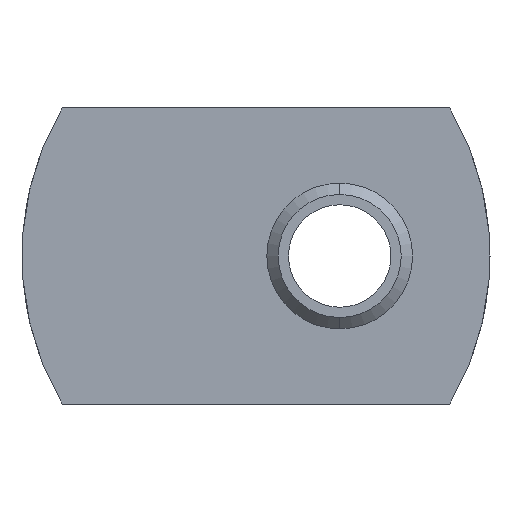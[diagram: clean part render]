
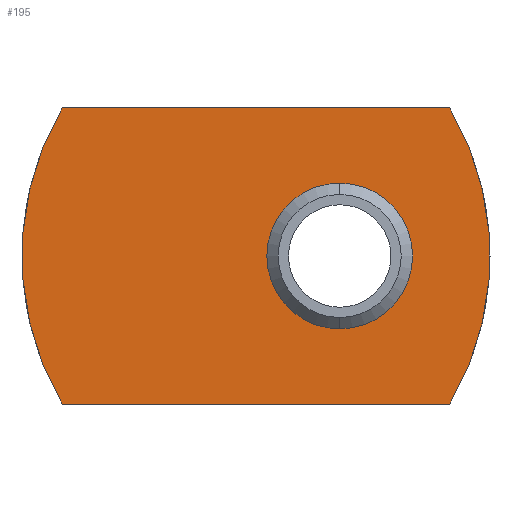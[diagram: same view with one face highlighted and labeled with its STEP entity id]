
A CAD part, front view. The second image highlights one B-rep face of the part: STEP entity #195.
In plain terms, the highlighted planar face has unit normal (0, -1, 0).
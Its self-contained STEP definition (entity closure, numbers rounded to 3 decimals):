
#1 = FACE_OUTER_BOUND ( 'NONE', #372, .T. ) ;
#7 = CARTESIAN_POINT ( 'NONE',  ( -8.5, 0., -6.5 ) ) ;
#8 = VERTEX_POINT ( 'NONE', #214 ) ;
#12 = ORIENTED_EDGE ( 'NONE', *, *, #381, .F. ) ;
#32 = CARTESIAN_POINT ( 'NONE',  ( 8.5, 0., 6.5 ) ) ;
#37 = CARTESIAN_POINT ( 'NONE',  ( -2.514, 0., 0. ) ) ;
#45 = DIRECTION ( 'NONE',  ( 0., 1., 0. ) ) ;
#51 = EDGE_CURVE ( 'NONE', #8, #291, #262, .T. ) ;
#53 = VECTOR ( 'NONE', #289, 1000. ) ;
#67 = AXIS2_PLACEMENT_3D ( 'NONE', #37, #366, #593 ) ;
#68 = CIRCLE ( 'NONE', #283, 3.2 ) ;
#69 = ORIENTED_EDGE ( 'NONE', *, *, #86, .F. ) ;
#77 = ORIENTED_EDGE ( 'NONE', *, *, #51, .F. ) ;
#80 = DIRECTION ( 'NONE',  ( 0., -1., 0. ) ) ;
#86 = EDGE_CURVE ( 'NONE', #291, #485, #399, .T. ) ;
#89 = CARTESIAN_POINT ( 'NONE',  ( 3.675, 0., 3.2 ) ) ;
#102 = LINE ( 'NONE', #7, #53 ) ;
#106 = DIRECTION ( 'NONE',  ( 0., 0., -1. ) ) ;
#121 = AXIS2_PLACEMENT_3D ( 'NONE', #568, #337, #519 ) ;
#138 = DIRECTION ( 'NONE',  ( 0., -1., 0. ) ) ;
#151 = EDGE_CURVE ( 'NONE', #395, #398, #390, .T. ) ;
#165 = CARTESIAN_POINT ( 'NONE',  ( 3.675, 0., 0. ) ) ;
#195 = ADVANCED_FACE ( 'NONE', ( #282, #1 ), #332, .T. ) ;
#214 = CARTESIAN_POINT ( 'NONE',  ( -8.5, 0., 6.5 ) ) ;
#215 = DIRECTION ( 'NONE',  ( 0., 0., -1. ) ) ;
#218 = CARTESIAN_POINT ( 'NONE',  ( -8.5, 0., 6.5 ) ) ;
#262 = LINE ( 'NONE', #218, #410 ) ;
#273 = CARTESIAN_POINT ( 'NONE',  ( 8.5, 0., -6.5 ) ) ;
#282 = FACE_BOUND ( 'NONE', #342, .T. ) ;
#283 = AXIS2_PLACEMENT_3D ( 'NONE', #365, #138, #106 ) ;
#289 = DIRECTION ( 'NONE',  ( -1., 0., 0. ) ) ;
#291 = VERTEX_POINT ( 'NONE', #32 ) ;
#296 = VERTEX_POINT ( 'NONE', #416 ) ;
#332 = PLANE ( 'NONE',  #121 ) ;
#337 = DIRECTION ( 'NONE',  ( 0., -1., 0. ) ) ;
#342 = EDGE_LOOP ( 'NONE', ( #532, #402 ) ) ;
#365 = CARTESIAN_POINT ( 'NONE',  ( 3.675, 0., 0. ) ) ;
#366 = DIRECTION ( 'NONE',  ( 0., 1., 0. ) ) ;
#372 = EDGE_LOOP ( 'NONE', ( #69, #77, #12, #475 ) ) ;
#381 = EDGE_CURVE ( 'NONE', #296, #8, #491, .T. ) ;
#390 = CIRCLE ( 'NONE', #481, 3.2 ) ;
#395 = VERTEX_POINT ( 'NONE', #550 ) ;
#398 = VERTEX_POINT ( 'NONE', #89 ) ;
#399 = CIRCLE ( 'NONE', #67, 12.789 ) ;
#402 = ORIENTED_EDGE ( 'NONE', *, *, #151, .F. ) ;
#410 = VECTOR ( 'NONE', #598, 1000. ) ;
#416 = CARTESIAN_POINT ( 'NONE',  ( -8.5, 0., -6.5 ) ) ;
#438 = EDGE_CURVE ( 'NONE', #398, #395, #68, .T. ) ;
#450 = AXIS2_PLACEMENT_3D ( 'NONE', #588, #45, #540 ) ;
#475 = ORIENTED_EDGE ( 'NONE', *, *, #590, .F. ) ;
#481 = AXIS2_PLACEMENT_3D ( 'NONE', #165, #80, #215 ) ;
#485 = VERTEX_POINT ( 'NONE', #273 ) ;
#491 = CIRCLE ( 'NONE', #450, 12.789 ) ;
#519 = DIRECTION ( 'NONE',  ( 0., 0., -1. ) ) ;
#532 = ORIENTED_EDGE ( 'NONE', *, *, #438, .F. ) ;
#540 = DIRECTION ( 'NONE',  ( 0., 0., 1. ) ) ;
#550 = CARTESIAN_POINT ( 'NONE',  ( 3.675, 0., -3.2 ) ) ;
#568 = CARTESIAN_POINT ( 'NONE',  ( -2.514, 0., 0. ) ) ;
#588 = CARTESIAN_POINT ( 'NONE',  ( 2.514, 0., 0. ) ) ;
#590 = EDGE_CURVE ( 'NONE', #485, #296, #102, .T. ) ;
#593 = DIRECTION ( 'NONE',  ( 0., 0., -1. ) ) ;
#598 = DIRECTION ( 'NONE',  ( 1., 0., 0. ) ) ;
